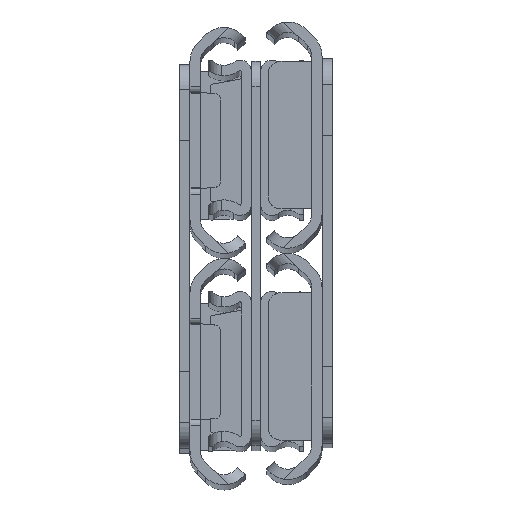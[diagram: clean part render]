
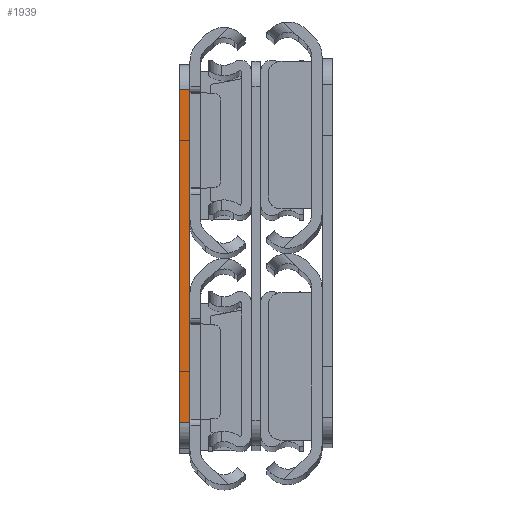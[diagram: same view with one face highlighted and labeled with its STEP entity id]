
A CAD part, top view. The second image highlights one B-rep face of the part: STEP entity #1939.
In plain terms, the highlighted planar face has unit normal (0, 0, 1).
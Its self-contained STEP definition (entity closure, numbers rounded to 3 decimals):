
#34 = VERTEX_POINT ( 'NONE', #3811 ) ;
#388 = LINE ( 'NONE', #4622, #4112 ) ;
#736 = AXIS2_PLACEMENT_3D ( 'NONE', #2700, #5349, #7761 ) ;
#742 = VERTEX_POINT ( 'NONE', #3766 ) ;
#1029 = DIRECTION ( 'NONE',  ( 0., -1., 0. ) ) ;
#1073 = CARTESIAN_POINT ( 'NONE',  ( 0., 26., 0. ) ) ;
#1843 = VECTOR ( 'NONE', #1892, 1000. ) ;
#1892 = DIRECTION ( 'NONE',  ( 0., -1., 0. ) ) ;
#1939 = ADVANCED_FACE ( 'NONE', ( #6910 ), #3525, .T. ) ;
#2441 = EDGE_LOOP ( 'NONE', ( #7700, #4751, #6444, #7773 ) ) ;
#2687 = EDGE_CURVE ( 'NONE', #34, #742, #5086, .T. ) ;
#2700 = CARTESIAN_POINT ( 'NONE',  ( -1.6, 0., 0. ) ) ;
#2778 = EDGE_CURVE ( 'NONE', #6856, #5890, #388, .T. ) ;
#3100 = VECTOR ( 'NONE', #7572, 1000. ) ;
#3131 = EDGE_CURVE ( 'NONE', #6856, #34, #6158, .T. ) ;
#3264 = CARTESIAN_POINT ( 'NONE',  ( -1.6, 0., 0. ) ) ;
#3525 = PLANE ( 'NONE',  #736 ) ;
#3766 = CARTESIAN_POINT ( 'NONE',  ( -1.6, -26., 0. ) ) ;
#3811 = CARTESIAN_POINT ( 'NONE',  ( -1.6, 26., 0. ) ) ;
#3851 = DIRECTION ( 'NONE',  ( -1., 0., 0. ) ) ;
#4112 = VECTOR ( 'NONE', #1029, 1000. ) ;
#4614 = LINE ( 'NONE', #7652, #3100 ) ;
#4622 = CARTESIAN_POINT ( 'NONE',  ( 0., 0., 0. ) ) ;
#4751 = ORIENTED_EDGE ( 'NONE', *, *, #5744, .T. ) ;
#5086 = LINE ( 'NONE', #3264, #1843 ) ;
#5349 = DIRECTION ( 'NONE',  ( 0., 0., 1. ) ) ;
#5550 = CARTESIAN_POINT ( 'NONE',  ( -1.6, 26., 0. ) ) ;
#5744 = EDGE_CURVE ( 'NONE', #742, #5890, #4614, .T. ) ;
#5890 = VERTEX_POINT ( 'NONE', #7417 ) ;
#6005 = VECTOR ( 'NONE', #3851, 1000. ) ;
#6158 = LINE ( 'NONE', #5550, #6005 ) ;
#6444 = ORIENTED_EDGE ( 'NONE', *, *, #2778, .F. ) ;
#6856 = VERTEX_POINT ( 'NONE', #1073 ) ;
#6910 = FACE_OUTER_BOUND ( 'NONE', #2441, .T. ) ;
#7417 = CARTESIAN_POINT ( 'NONE',  ( 0., -26., 0. ) ) ;
#7572 = DIRECTION ( 'NONE',  ( 1., 0., 0. ) ) ;
#7652 = CARTESIAN_POINT ( 'NONE',  ( -1.6, -26., 0. ) ) ;
#7700 = ORIENTED_EDGE ( 'NONE', *, *, #2687, .T. ) ;
#7761 = DIRECTION ( 'NONE',  ( 1., 0., 0. ) ) ;
#7773 = ORIENTED_EDGE ( 'NONE', *, *, #3131, .T. ) ;
